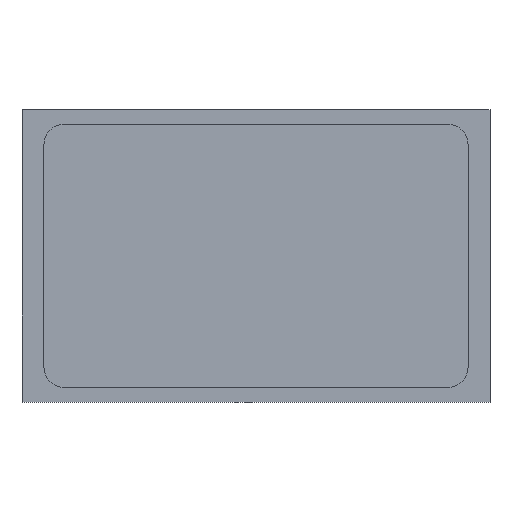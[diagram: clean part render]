
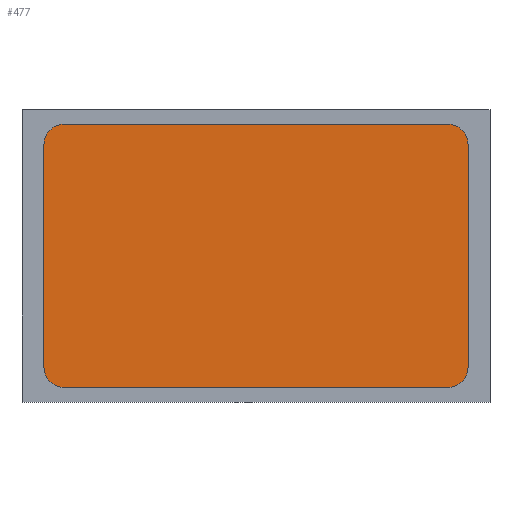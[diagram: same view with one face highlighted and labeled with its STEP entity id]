
A CAD part, top view. The second image highlights one B-rep face of the part: STEP entity #477.
In plain terms, the highlighted face is planar.
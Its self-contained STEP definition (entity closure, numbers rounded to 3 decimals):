
#51=FACE_OUTER_BOUND('',#77,.T.);
#77=EDGE_LOOP('',(#329,#330,#331,#332,#333,#334,#335,#336));
#106=LINE('',#689,#161);
#107=LINE('',#693,#162);
#108=LINE('',#697,#163);
#109=LINE('',#700,#164);
#161=VECTOR('',#561,1000.);
#162=VECTOR('',#564,1000.);
#163=VECTOR('',#567,1000.);
#164=VECTOR('',#570,1000.);
#216=CIRCLE('',#519,0.07);
#217=CIRCLE('',#520,0.07);
#218=CIRCLE('',#521,0.07);
#219=CIRCLE('',#522,0.07);
#224=VERTEX_POINT('',#685);
#225=VERTEX_POINT('',#686);
#226=VERTEX_POINT('',#688);
#227=VERTEX_POINT('',#690);
#228=VERTEX_POINT('',#692);
#229=VERTEX_POINT('',#694);
#230=VERTEX_POINT('',#696);
#231=VERTEX_POINT('',#698);
#266=EDGE_CURVE('',#224,#225,#216,.T.);
#267=EDGE_CURVE('',#226,#225,#106,.T.);
#268=EDGE_CURVE('',#226,#227,#217,.T.);
#269=EDGE_CURVE('',#228,#227,#107,.T.);
#270=EDGE_CURVE('',#228,#229,#218,.T.);
#271=EDGE_CURVE('',#230,#229,#108,.T.);
#272=EDGE_CURVE('',#230,#231,#219,.T.);
#273=EDGE_CURVE('',#224,#231,#109,.T.);
#329=ORIENTED_EDGE('',*,*,#266,.T.);
#330=ORIENTED_EDGE('',*,*,#267,.F.);
#331=ORIENTED_EDGE('',*,*,#268,.T.);
#332=ORIENTED_EDGE('',*,*,#269,.F.);
#333=ORIENTED_EDGE('',*,*,#270,.T.);
#334=ORIENTED_EDGE('',*,*,#271,.F.);
#335=ORIENTED_EDGE('',*,*,#272,.T.);
#336=ORIENTED_EDGE('',*,*,#273,.F.);
#455=PLANE('',#518);
#477=ADVANCED_FACE('',(#51),#455,.T.);
#518=AXIS2_PLACEMENT_3D('',#684,#557,#558);
#519=AXIS2_PLACEMENT_3D('',#687,#559,#560);
#520=AXIS2_PLACEMENT_3D('',#691,#562,#563);
#521=AXIS2_PLACEMENT_3D('',#695,#565,#566);
#522=AXIS2_PLACEMENT_3D('',#699,#568,#569);
#557=DIRECTION('center_axis',(0.,1.,0.));
#558=DIRECTION('ref_axis',(0.,0.,1.));
#559=DIRECTION('center_axis',(0.,1.,0.));
#560=DIRECTION('ref_axis',(0.,0.,1.));
#561=DIRECTION('',(1.,0.,0.));
#562=DIRECTION('center_axis',(0.,1.,0.));
#563=DIRECTION('ref_axis',(0.,0.,1.));
#564=DIRECTION('',(0.,0.,-1.));
#565=DIRECTION('center_axis',(0.,1.,0.));
#566=DIRECTION('ref_axis',(0.,0.,1.));
#567=DIRECTION('',(-1.,0.,0.));
#568=DIRECTION('center_axis',(0.,1.,0.));
#569=DIRECTION('ref_axis',(0.,0.,1.));
#570=DIRECTION('',(0.,0.,1.));
#684=CARTESIAN_POINT('Origin',(0.,0.5,0.));
#685=CARTESIAN_POINT('',(0.725,0.5,-0.38));
#686=CARTESIAN_POINT('',(0.655,0.5,-0.45));
#687=CARTESIAN_POINT('Origin',(0.655,0.5,-0.38));
#688=CARTESIAN_POINT('',(-0.655,0.5,-0.45));
#689=CARTESIAN_POINT('',(-0.8,0.5,-0.45));
#690=CARTESIAN_POINT('',(-0.725,0.5,-0.38));
#691=CARTESIAN_POINT('Origin',(-0.655,0.5,-0.38));
#692=CARTESIAN_POINT('',(-0.725,0.5,0.38));
#693=CARTESIAN_POINT('',(-0.725,0.5,0.5));
#694=CARTESIAN_POINT('',(-0.655,0.5,0.45));
#695=CARTESIAN_POINT('Origin',(-0.655,0.5,0.38));
#696=CARTESIAN_POINT('',(0.655,0.5,0.45));
#697=CARTESIAN_POINT('',(-0.8,0.5,0.45));
#698=CARTESIAN_POINT('',(0.725,0.5,0.38));
#699=CARTESIAN_POINT('Origin',(0.655,0.5,0.38));
#700=CARTESIAN_POINT('',(0.725,0.5,0.5));
